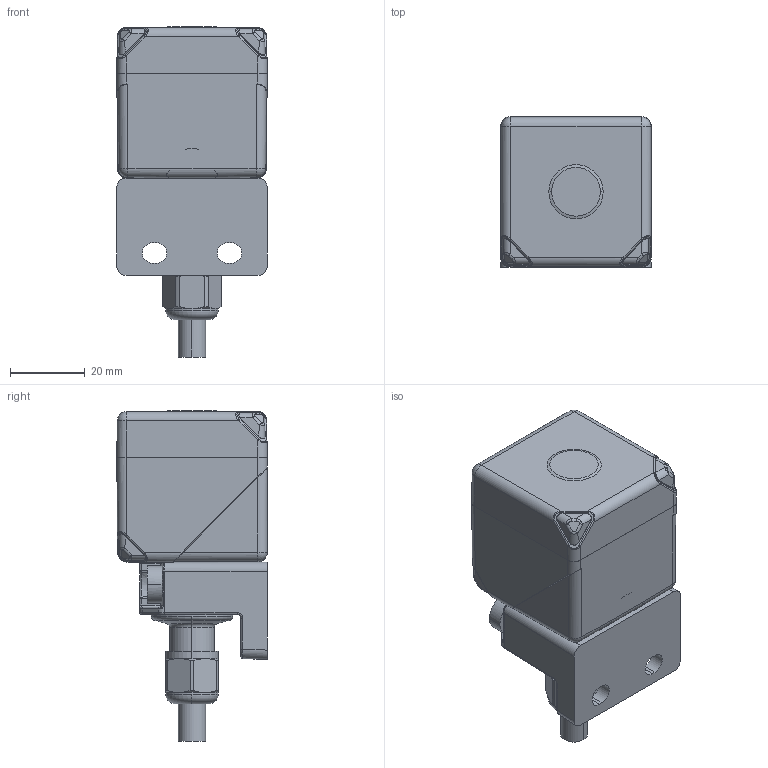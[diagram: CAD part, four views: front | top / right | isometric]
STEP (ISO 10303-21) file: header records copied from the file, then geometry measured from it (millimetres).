
FILE_DESCRIPTION((''),'2;1');
FILE_NAME('DM_CAD-6137_SW0001','2018-10-25T',('creinig-se'),(''),'PRO/ENGINEER BY PARAMETRIC TECHNOLOGY CORPORATION, 2015440','PRO/ENGINEER BY PARAMETRIC TECHNOLOGY CORPORATION, 2015440','');
FILE_SCHEMA(('CONFIG_CONTROL_DESIGN'));
Length unit declared in the file: millimetre
Products named in the file (1): DM_CAD-6137_SW0001
Bounding box: 40.15 x 40.15 x 88.16 mm (x, y, z)
Volume: 87358.8 mm3; surface area: 17147.7 mm2
Topology: 1 solids, 1 shells, 552 faces, 1509 edges, 997 vertices
Faces by surface type: cylinder 212, plane 187, bspline 51, cone 46, torus 40, sphere 16
Entity records: 25410 total; most frequent: CARTESIAN_POINT 8076, ORIENTED_EDGE 2888, DIRECTION 2546, EDGE_CURVE 1444, AXIS2_PLACEMENT_3D 937, VERTEX_POINT 895, VECTOR 672, LINE 672
